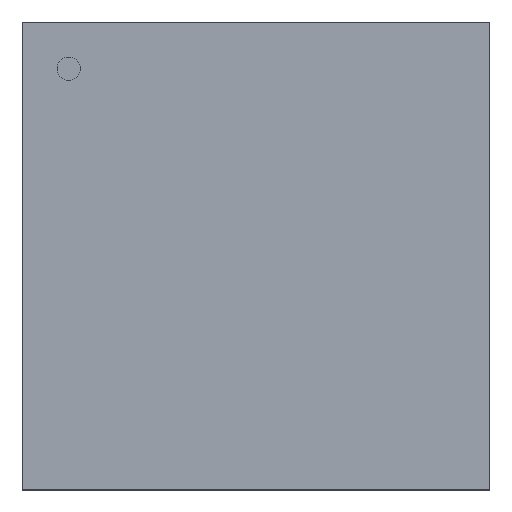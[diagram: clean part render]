
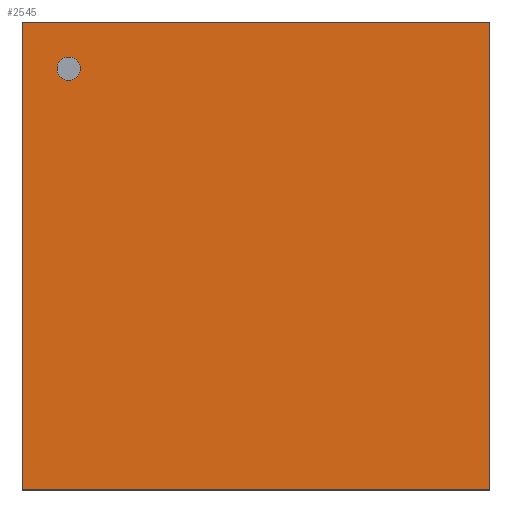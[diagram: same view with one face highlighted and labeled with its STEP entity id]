
A CAD part, top view. The second image highlights one B-rep face of the part: STEP entity #2545.
In plain terms, the highlighted planar face has unit normal (0, 0, 1).
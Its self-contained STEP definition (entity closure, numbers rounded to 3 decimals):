
#2321=CARTESIAN_POINT('',(5.499,-5.499,1.194));
#2320=VERTEX_POINT('',#2321);
#2331=CARTESIAN_POINT('',(-5.499,-5.499,1.194));
#2330=VERTEX_POINT('',#2331);
#2329=EDGE_CURVE('',#2330,#2320,#2334,.T.);
#2334=LINE('',#2331,#2336);
#2336=VECTOR('',#2337,10.998);
#2337=DIRECTION('',(1.0,0.0,0.0));
#2370=CARTESIAN_POINT('',(5.499,5.499,1.194));
#2369=VERTEX_POINT('',#2370);
#2378=EDGE_CURVE('',#2320,#2369,#2383,.T.);
#2383=LINE('',#2321,#2385);
#2385=VECTOR('',#2386,10.998);
#2386=DIRECTION('',(0.0,1.0,0.0));
#2419=CARTESIAN_POINT('',(-5.499,5.499,1.194));
#2418=VERTEX_POINT('',#2419);
#2427=EDGE_CURVE('',#2369,#2418,#2432,.T.);
#2432=LINE('',#2370,#2434);
#2434=VECTOR('',#2435,10.998);
#2435=DIRECTION('',(-1.0,0.0,0.0));
#2476=EDGE_CURVE('',#2418,#2330,#2481,.T.);
#2481=LINE('',#2419,#2483);
#2483=VECTOR('',#2484,10.998);
#2484=DIRECTION('',(0.0,-1.0,0.0));
#2545=ADVANCED_FACE('',(#2551),#2546,.T.);
#2546=PLANE('',#2547);
#2547=AXIS2_PLACEMENT_3D('',#2548,#2549,#2550);
#2548=CARTESIAN_POINT('',(-5.499,-5.499,1.194));
#2549=DIRECTION('',(0.0,0.0,1.0));
#2550=DIRECTION('',(0.,1.,0.));
#2551=FACE_OUTER_BOUND('',#2552,.T.);
#2552=EDGE_LOOP('',(#2553,#2563,#2573,#2583));
#2553=ORIENTED_EDGE('',*,*,#2329,.T.);
#2563=ORIENTED_EDGE('',*,*,#2378,.T.);
#2573=ORIENTED_EDGE('',*,*,#2427,.T.);
#2583=ORIENTED_EDGE('',*,*,#2476,.T.);
